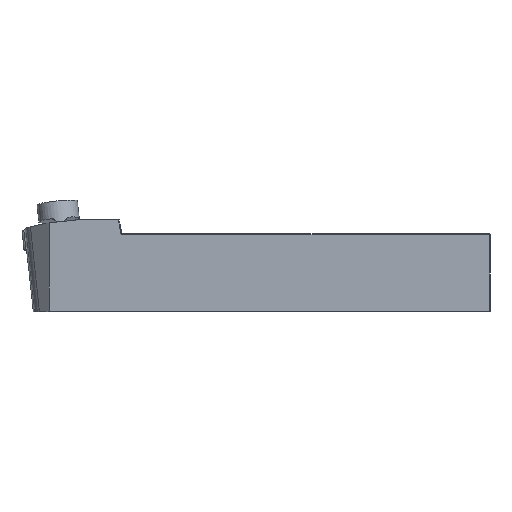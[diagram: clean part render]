
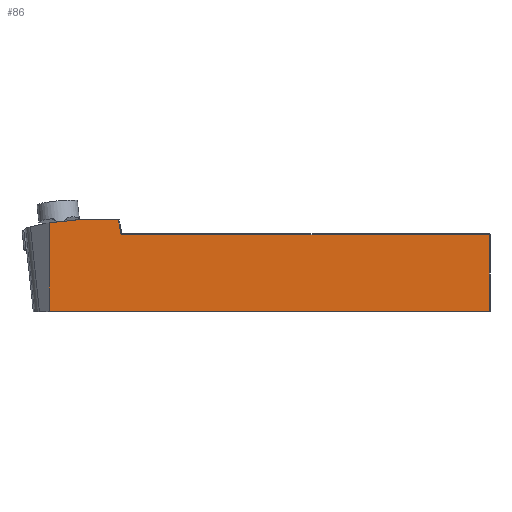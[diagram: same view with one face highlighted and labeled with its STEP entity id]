
A CAD part, front view. The second image highlights one B-rep face of the part: STEP entity #86.
In plain terms, the highlighted planar face has unit normal (0, -1, 0).
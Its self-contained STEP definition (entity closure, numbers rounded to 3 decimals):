
#86=ADVANCED_FACE('',(#209),#158,.F.);
#158=PLANE('',#1324);
#209=FACE_OUTER_BOUND('',#282,.T.);
#282=EDGE_LOOP('',(#643,#644,#645,#646,#647,#648,#649,#650));
#356=LINE('',#1819,#488);
#370=LINE('',#1858,#502);
#371=LINE('',#1860,#503);
#372=LINE('',#1862,#504);
#373=LINE('',#1864,#505);
#374=LINE('',#1866,#506);
#375=LINE('',#1870,#507);
#488=VECTOR('',#1446,1.);
#502=VECTOR('',#1476,1.);
#503=VECTOR('',#1477,1.);
#504=VECTOR('',#1478,1.);
#505=VECTOR('',#1479,1.);
#506=VECTOR('',#1480,1.);
#507=VECTOR('',#1483,1.);
#643=ORIENTED_EDGE('',*,*,#1121,.F.);
#644=ORIENTED_EDGE('',*,*,#1102,.F.);
#645=ORIENTED_EDGE('',*,*,#1122,.T.);
#646=ORIENTED_EDGE('',*,*,#1123,.T.);
#647=ORIENTED_EDGE('',*,*,#1124,.T.);
#648=ORIENTED_EDGE('',*,*,#1125,.T.);
#649=ORIENTED_EDGE('',*,*,#1126,.T.);
#650=ORIENTED_EDGE('',*,*,#1127,.T.);
#987=VERTEX_POINT('',#1818);
#988=VERTEX_POINT('',#1820);
#1005=VERTEX_POINT('',#1859);
#1006=VERTEX_POINT('',#1861);
#1007=VERTEX_POINT('',#1863);
#1008=VERTEX_POINT('',#1865);
#1009=VERTEX_POINT('',#1867);
#1010=VERTEX_POINT('',#1869);
#1102=EDGE_CURVE('',#987,#988,#356,.T.);
#1121=EDGE_CURVE('',#988,#1005,#370,.T.);
#1122=EDGE_CURVE('',#987,#1006,#371,.T.);
#1123=EDGE_CURVE('',#1006,#1007,#372,.T.);
#1124=EDGE_CURVE('',#1007,#1008,#373,.T.);
#1125=EDGE_CURVE('',#1008,#1009,#374,.T.);
#1126=EDGE_CURVE('',#1009,#1010,#1281,.T.);
#1127=EDGE_CURVE('',#1010,#1005,#375,.T.);
#1281=CIRCLE('',#1323,1.1);
#1323=AXIS2_PLACEMENT_3D('',#1868,#1481,#1482);
#1324=AXIS2_PLACEMENT_3D('',#1871,#1484,#1485);
#1446=DIRECTION('',(0.994,0.,0.105));
#1476=DIRECTION('',(1.,0.,0.));
#1477=DIRECTION('',(0.,0.,-1.));
#1478=DIRECTION('',(1.,0.,0.));
#1479=DIRECTION('',(0.,0.,1.));
#1480=DIRECTION('',(-1.,0.,0.));
#1481=DIRECTION('',(0.,1.,0.));
#1482=DIRECTION('',(1.,0.,0.));
#1483=DIRECTION('',(-0.174,0.,0.985));
#1484=DIRECTION('',(0.,1.,0.));
#1485=DIRECTION('',(1.,0.,0.));
#1818=CARTESIAN_POINT('',(8.683,0.,3.582));
#1819=CARTESIAN_POINT('',(153.291,0.,18.864));
#1820=CARTESIAN_POINT('',(17.374,0.,4.5));
#1858=CARTESIAN_POINT('',(32.671,0.,4.5));
#1859=CARTESIAN_POINT('',(30.902,0.,4.5));
#1860=CARTESIAN_POINT('',(8.666,0.,-36.938));
#1861=CARTESIAN_POINT('',(8.671,0.,-24.7));
#1862=CARTESIAN_POINT('',(150.,0.,-24.7));
#1863=CARTESIAN_POINT('',(149.7,0.,-24.7));
#1864=CARTESIAN_POINT('',(149.7,0.,50.));
#1865=CARTESIAN_POINT('',(149.7,0.,-0.3));
#1866=CARTESIAN_POINT('',(150.,0.,-0.3));
#1867=CARTESIAN_POINT('',(32.671,0.,-0.3));
#1868=CARTESIAN_POINT('',(32.671,0.,0.8));
#1869=CARTESIAN_POINT('',(31.588,0.,0.609));
#1870=CARTESIAN_POINT('',(26.712,0.,28.261));
#1871=CARTESIAN_POINT('',(150.,0.,50.));
